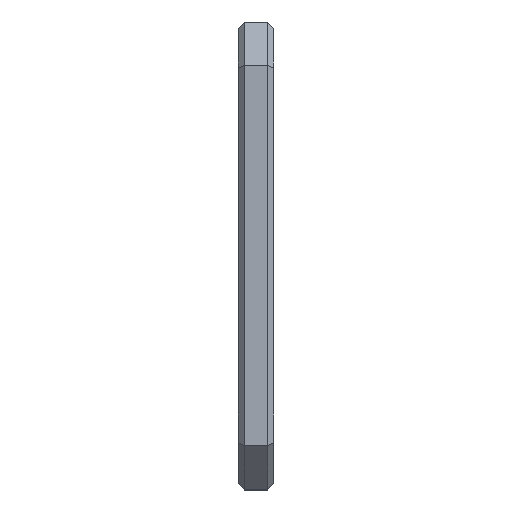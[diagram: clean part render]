
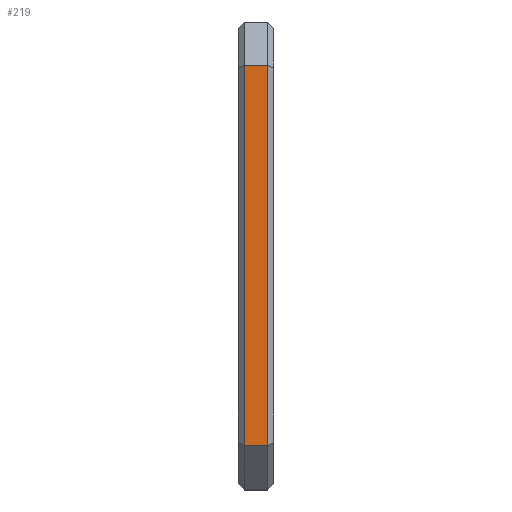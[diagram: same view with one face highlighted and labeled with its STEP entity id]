
A CAD part, top view. The second image highlights one B-rep face of the part: STEP entity #219.
In plain terms, the highlighted planar face has unit normal (0, 0, 1).
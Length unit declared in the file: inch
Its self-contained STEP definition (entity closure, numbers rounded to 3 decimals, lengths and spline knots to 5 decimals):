
#2 = DIRECTION ( 'NONE',  ( 0., -1., 0. ) ) ;
#4 = DIRECTION ( 'NONE',  ( 0., 0., -1. ) ) ;
#46 = LINE ( 'NONE', #1141, #838 ) ;
#61 = ORIENTED_EDGE ( 'NONE', *, *, #333, .T. ) ;
#126 = VERTEX_POINT ( 'NONE', #175 ) ;
#169 = EDGE_LOOP ( 'NONE', ( #61, #949, #631, #741 ) ) ;
#170 = CARTESIAN_POINT ( 'NONE',  ( 0.01, -0.375, 0.375 ) ) ;
#175 = CARTESIAN_POINT ( 'NONE',  ( 0.047, 0.305, 0.375 ) ) ;
#207 = LINE ( 'NONE', #974, #458 ) ;
#219 = ADVANCED_FACE ( 'NONE', ( #474 ), #292, .F. ) ;
#292 = PLANE ( 'NONE',  #340 ) ;
#319 = DIRECTION ( 'NONE',  ( 1., 0., 0. ) ) ;
#333 = EDGE_CURVE ( 'NONE', #359, #789, #46, .T. ) ;
#340 = AXIS2_PLACEMENT_3D ( 'NONE', #1101, #4, #396 ) ;
#359 = VERTEX_POINT ( 'NONE', #707 ) ;
#365 = CARTESIAN_POINT ( 'NONE',  ( 0.047, -0.305, 0.375 ) ) ;
#374 = CARTESIAN_POINT ( 'NONE',  ( 0.047, 0.305, 0.375 ) ) ;
#396 = DIRECTION ( 'NONE',  ( 0., 1., 0. ) ) ;
#429 = LINE ( 'NONE', #170, #483 ) ;
#446 = CARTESIAN_POINT ( 'NONE',  ( 0.01, 0.305, 0.375 ) ) ;
#458 = VECTOR ( 'NONE', #616, 39.37008 ) ;
#474 = FACE_OUTER_BOUND ( 'NONE', #169, .T. ) ;
#483 = VECTOR ( 'NONE', #2, 39.37008 ) ;
#616 = DIRECTION ( 'NONE',  ( -1., 0., 0. ) ) ;
#631 = ORIENTED_EDGE ( 'NONE', *, *, #728, .T. ) ;
#682 = VERTEX_POINT ( 'NONE', #446 ) ;
#707 = CARTESIAN_POINT ( 'NONE',  ( 0.01, -0.305, 0.375 ) ) ;
#728 = EDGE_CURVE ( 'NONE', #126, #682, #207, .T. ) ;
#741 = ORIENTED_EDGE ( 'NONE', *, *, #857, .T. ) ;
#784 = LINE ( 'NONE', #374, #1062 ) ;
#789 = VERTEX_POINT ( 'NONE', #365 ) ;
#838 = VECTOR ( 'NONE', #319, 39.37008 ) ;
#857 = EDGE_CURVE ( 'NONE', #682, #359, #429, .T. ) ;
#884 = EDGE_CURVE ( 'NONE', #789, #126, #784, .T. ) ;
#949 = ORIENTED_EDGE ( 'NONE', *, *, #884, .T. ) ;
#974 = CARTESIAN_POINT ( 'NONE',  ( 0.057, 0.305, 0.375 ) ) ;
#1011 = DIRECTION ( 'NONE',  ( 0., 1., 0. ) ) ;
#1062 = VECTOR ( 'NONE', #1011, 39.37008 ) ;
#1101 = CARTESIAN_POINT ( 'NONE',  ( 0.057, -0.375, 0.375 ) ) ;
#1141 = CARTESIAN_POINT ( 'NONE',  ( 0.057, -0.305, 0.375 ) ) ;
